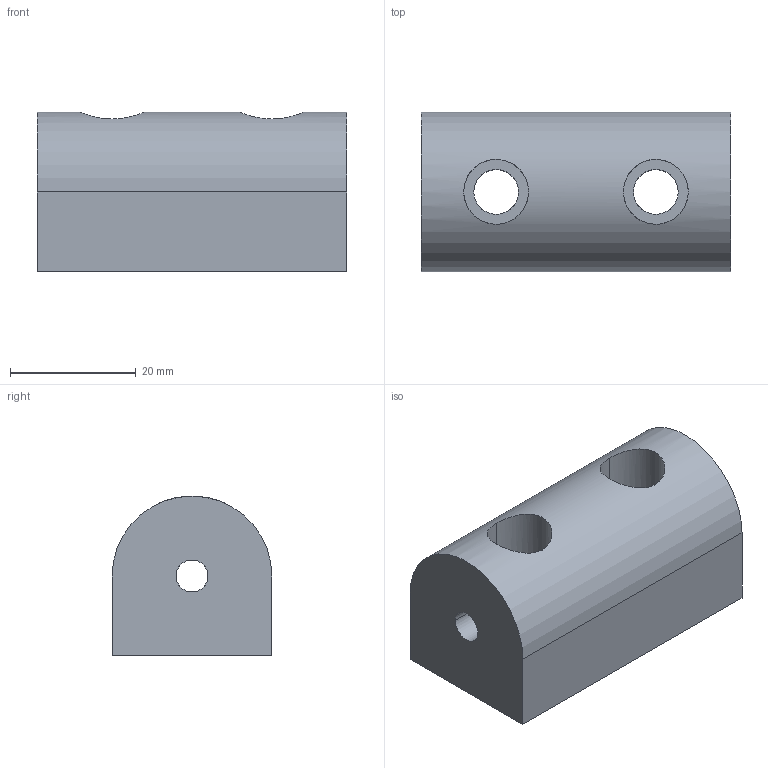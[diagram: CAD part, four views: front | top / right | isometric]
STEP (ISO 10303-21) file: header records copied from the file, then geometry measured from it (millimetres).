
FILE_DESCRIPTION((''),'2;1');
FILE_NAME('10HI8317.stp','2015-07-07T15:19:02',(''),(''),'Mechanical Desktop 2011','Mechanical Desktop 2011',', , ');
FILE_SCHEMA(('AUTOMOTIVE_DESIGN { 1 2 10303 214 1 1 1 1 }'));
Length unit declared in the file: inch
Products named in the file (1): Product
Bounding box: 49.28 x 25.4 x 25.4 mm (x, y, z)
Volume: 24986.5 mm3; surface area: 7180.7 mm2
Topology: 1 solids, 1 shells, 22 faces, 58 edges, 40 vertices
Faces by surface type: cylinder 15, plane 7
Entity records: 935 total; most frequent: CARTESIAN_POINT 329, ORIENTED_EDGE 116, DIRECTION 106, EDGE_CURVE 58, AXIS2_PLACEMENT_3D 41, VERTEX_POINT 40, EDGE_LOOP 34, VECTOR 24
